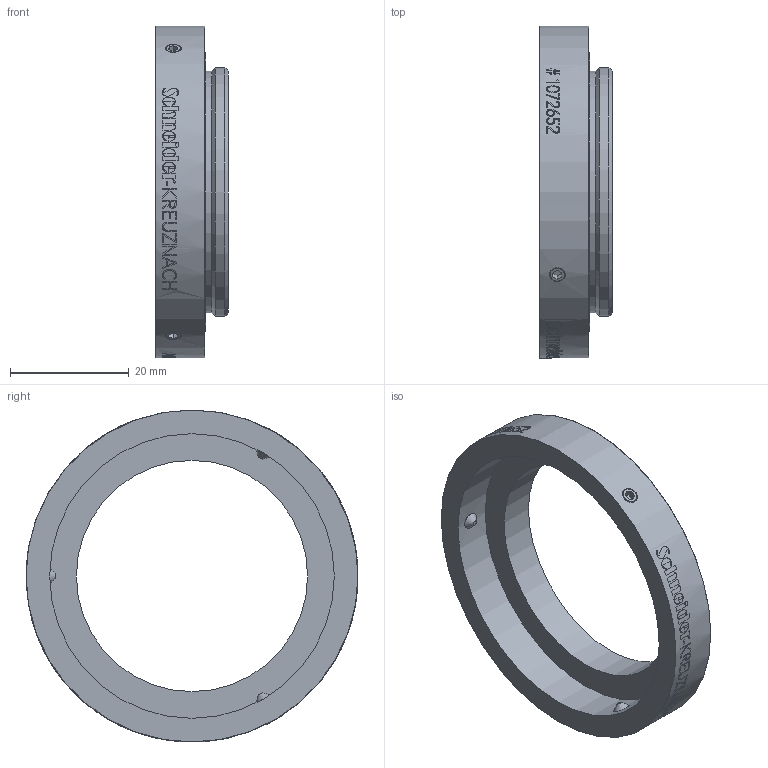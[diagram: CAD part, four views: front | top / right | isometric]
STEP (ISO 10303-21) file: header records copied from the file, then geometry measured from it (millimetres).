
FILE_DESCRIPTION(/* description */ (''),/* implementation_level */ '2;1');
FILE_NAME(/* name */ '1072652_00167146_001.stp',/* time_stamp */ '2022-04-25T09:32:00+02:00',/* author */ (''),/* organization */ (''),/* preprocessor_version */ 'ST-DEVELOPER v16',/* originating_system */ 'SIEMENS PLM Software NX 10.0',/* authorisation */ '');
FILE_SCHEMA (('AP203_CONFIGURATION_CONTROLLED_3D_DESIGN_OF_MECHANICAL_PARTS_AND_ASSEMBLIES_MIM_LF { 1 0 10303 403 2 1 2}'));
Length unit declared in the file: millimetre
Products named in the file (1): Froe2874D6B9vql9
Bounding box: 12.3 x 56 x 56 mm (x, y, z)
Volume: 7239.6 mm3; surface area: 7741.8 mm2
Topology: 1 solids, 2 shells, 125 faces, 554 edges, 513 vertices
Faces by surface type: cylinder 85, plane 32, cone 8
Full cylindrical faces by diameter (mm): 39 x1, 40.8 x1, 42 x1, 47 x1, 48 x1, 56 x2
Entity records: 7680 total; most frequent: CARTESIAN_POINT 3689, ORIENTED_EDGE 1053, EDGE_CURVE 529, VERTEX_POINT 505, B_SPLINE_CURVE_WITH_KNOTS 448, DIRECTION 360, EDGE_LOOP 229, AXIS2_PLACEMENT_3D 153
